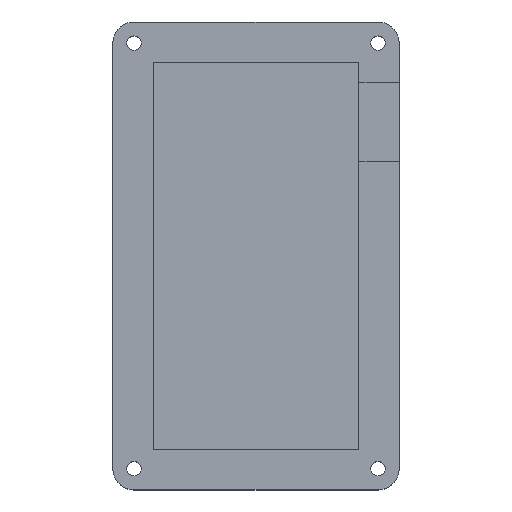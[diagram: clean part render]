
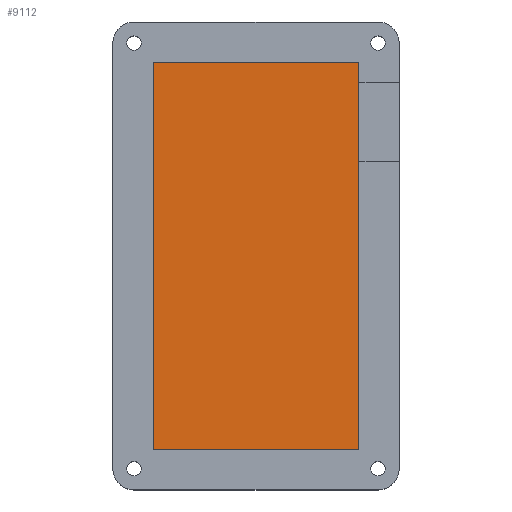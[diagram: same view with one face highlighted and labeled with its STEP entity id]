
A CAD part, top view. The second image highlights one B-rep face of the part: STEP entity #9112.
In plain terms, the highlighted planar face has unit normal (0, 0, 1).
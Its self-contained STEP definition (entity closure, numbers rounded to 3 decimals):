
#1391=FACE_OUTER_BOUND('',#1922,.T.);
#1922=EDGE_LOOP('',(#8368,#8369,#8370,#8371));
#2705=LINE('',#17975,#3482);
#2706=LINE('',#17977,#3483);
#2707=LINE('',#17979,#3484);
#2708=LINE('',#17980,#3485);
#3482=VECTOR('',#10581,10.);
#3483=VECTOR('',#10582,10.);
#3484=VECTOR('',#10583,10.);
#3485=VECTOR('',#10584,10.);
#4384=VERTEX_POINT('',#17973);
#4385=VERTEX_POINT('',#17974);
#4386=VERTEX_POINT('',#17976);
#4387=VERTEX_POINT('',#17978);
#5719=EDGE_CURVE('',#4384,#4385,#2705,.T.);
#5720=EDGE_CURVE('',#4386,#4384,#2706,.T.);
#5721=EDGE_CURVE('',#4387,#4386,#2707,.T.);
#5722=EDGE_CURVE('',#4385,#4387,#2708,.T.);
#8368=ORIENTED_EDGE('',*,*,#5719,.F.);
#8369=ORIENTED_EDGE('',*,*,#5720,.F.);
#8370=ORIENTED_EDGE('',*,*,#5721,.F.);
#8371=ORIENTED_EDGE('',*,*,#5722,.F.);
#8631=PLANE('',#9359);
#9112=ADVANCED_FACE('',(#1391),#8631,.T.);
#9359=AXIS2_PLACEMENT_3D('',#17972,#10579,#10580);
#10579=DIRECTION('center_axis',(0.,0.,1.));
#10580=DIRECTION('ref_axis',(1.,0.,0.));
#10581=DIRECTION('',(-1.,0.,0.));
#10582=DIRECTION('',(0.,-1.,0.));
#10583=DIRECTION('',(1.,0.,0.));
#10584=DIRECTION('',(0.,1.,0.));
#17972=CARTESIAN_POINT('Origin',(24.313,-45.744,3.));
#17973=CARTESIAN_POINT('',(48.625,-91.488,3.));
#17974=CARTESIAN_POINT('',(0.,-91.488,3.));
#17975=CARTESIAN_POINT('',(36.469,-91.488,3.));
#17976=CARTESIAN_POINT('',(48.625,0.,3.));
#17977=CARTESIAN_POINT('',(48.625,-22.872,3.));
#17978=CARTESIAN_POINT('',(0.,0.,3.));
#17979=CARTESIAN_POINT('',(12.156,0.,3.));
#17980=CARTESIAN_POINT('',(0.,-68.616,3.));
